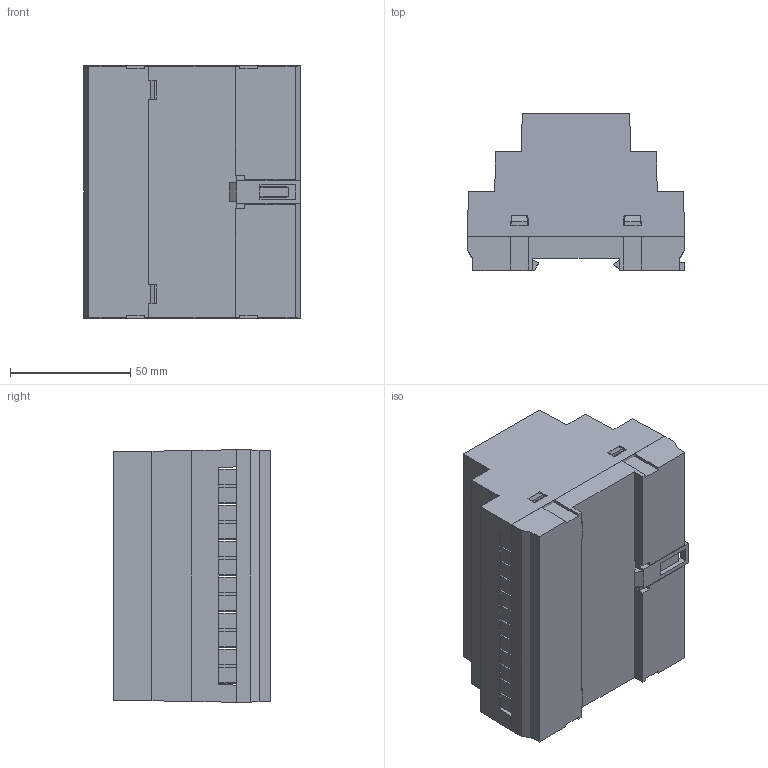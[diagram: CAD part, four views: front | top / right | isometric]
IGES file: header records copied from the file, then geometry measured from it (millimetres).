
Start section: SolidWorks IGES file using analytic representation for surfaces
Global section: file name: Z 110F.IGS; native system: SolidWorks 2009; preprocessor: SolidWorks 2009; author: Administrator; date: 110117.222732; units: millimetre
Bounding box: 90.02 x 65 x 104.8 mm (x, y, z)
Surface area: 89184.4 mm2 (no closed solid volume)
Topology: 0 solids, 0 shells, 1111 faces, 9866 edges, 9866 vertices
Faces by surface type: bspline 873, revolution 238
